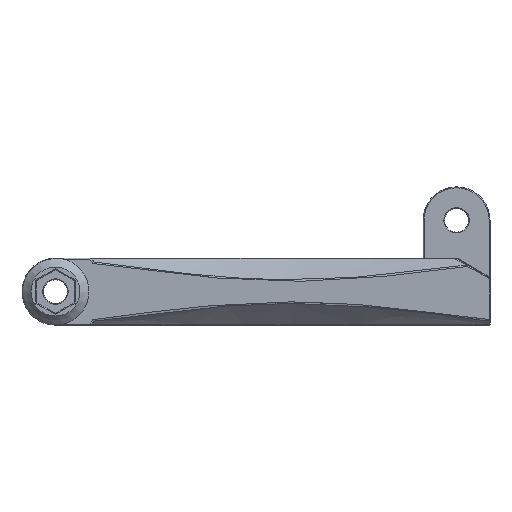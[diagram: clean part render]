
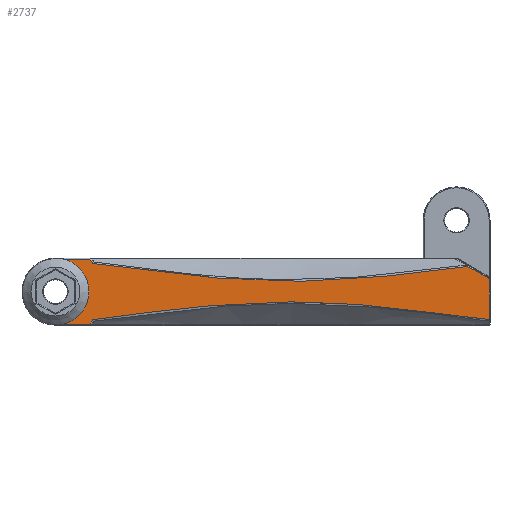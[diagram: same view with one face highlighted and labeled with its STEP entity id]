
A CAD part, top view. The second image highlights one B-rep face of the part: STEP entity #2737.
In plain terms, the highlighted planar face has unit normal (0, 0, 1).
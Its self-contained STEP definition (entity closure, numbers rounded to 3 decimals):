
#61=CIRCLE('',#2912,7.5);
#143=LINE('',#4355,#423);
#145=LINE('',#4390,#425);
#146=LINE('',#4459,#426);
#147=LINE('',#4461,#427);
#148=LINE('',#4471,#428);
#149=LINE('',#4473,#429);
#423=VECTOR('',#3157,10.);
#425=VECTOR('',#3161,10.);
#426=VECTOR('',#3164,10.);
#427=VECTOR('',#3165,10.);
#428=VECTOR('',#3166,10.);
#429=VECTOR('',#3167,10.);
#679=PLANE('',#2911);
#807=FACE_OUTER_BOUND('',#975,.T.);
#975=EDGE_LOOP('',(#2013,#2014,#2015,#2016,#2017,#2018,#2019,#2020,#2021));
#1182=B_SPLINE_CURVE_WITH_KNOTS('',3,(#4445,#4446,#4447,#4448,#4449,#4450,
#4451,#4452),.UNSPECIFIED.,.F.,.F.,(4,1,1,1,1,4),(-8.877,-7.616,
-5.074,-3.804,-2.533,0.009),
 .UNSPECIFIED.);
#1184=B_SPLINE_CURVE_WITH_KNOTS('',3,(#4463,#4464,#4465,#4466,#4467,#4468,
#4469),.UNSPECIFIED.,.F.,.F.,(4,1,1,1,4),(-0.001,0.269,
0.539,0.674,0.944),.UNSPECIFIED.);
#1281=VERTEX_POINT('',#4352);
#1282=VERTEX_POINT('',#4354);
#1286=VERTEX_POINT('',#4382);
#1290=VERTEX_POINT('',#4438);
#1291=VERTEX_POINT('',#4458);
#1292=VERTEX_POINT('',#4460);
#1293=VERTEX_POINT('',#4462);
#1294=VERTEX_POINT('',#4470);
#1295=VERTEX_POINT('',#4472);
#1545=EDGE_CURVE('',#1281,#1282,#143,.T.);
#1551=EDGE_CURVE('',#1286,#1281,#145,.T.);
#1555=EDGE_CURVE('',#1290,#1286,#1182,.T.);
#1557=EDGE_CURVE('',#1291,#1290,#146,.T.);
#1558=EDGE_CURVE('',#1292,#1291,#147,.T.);
#1559=EDGE_CURVE('',#1293,#1292,#1184,.T.);
#1560=EDGE_CURVE('',#1294,#1293,#148,.T.);
#1561=EDGE_CURVE('',#1295,#1294,#149,.T.);
#1562=EDGE_CURVE('',#1295,#1282,#61,.T.);
#2013=ORIENTED_EDGE('',*,*,#1551,.F.);
#2014=ORIENTED_EDGE('',*,*,#1555,.F.);
#2015=ORIENTED_EDGE('',*,*,#1557,.F.);
#2016=ORIENTED_EDGE('',*,*,#1558,.F.);
#2017=ORIENTED_EDGE('',*,*,#1559,.F.);
#2018=ORIENTED_EDGE('',*,*,#1560,.F.);
#2019=ORIENTED_EDGE('',*,*,#1561,.F.);
#2020=ORIENTED_EDGE('',*,*,#1562,.T.);
#2021=ORIENTED_EDGE('',*,*,#1545,.F.);
#2737=ADVANCED_FACE('',(#807),#679,.T.);
#2911=AXIS2_PLACEMENT_3D('',#4457,#3162,#3163);
#2912=AXIS2_PLACEMENT_3D('',#4474,#3168,#3169);
#3157=DIRECTION('',(-1.,0.,0.));
#3161=DIRECTION('',(-0.577,-0.816,0.));
#3162=DIRECTION('center_axis',(0.,0.,1.));
#3163=DIRECTION('ref_axis',(1.,0.,0.));
#3164=DIRECTION('',(0.,-1.,0.));
#3165=DIRECTION('',(0.866,-0.5,0.));
#3166=DIRECTION('',(0.577,-0.816,0.));
#3167=DIRECTION('',(1.,0.,0.));
#3168=DIRECTION('center_axis',(0.,0.,-1.));
#3169=DIRECTION('ref_axis',(1.,0.,0.));
#4352=CARTESIAN_POINT('',(-0.811,0.2,15.));
#4354=CARTESIAN_POINT('',(-6.78,0.2,15.));
#4355=CARTESIAN_POINT('',(22.25,0.2,15.));
#4382=CARTESIAN_POINT('',(-0.113,1.187,15.));
#4390=CARTESIAN_POINT('',(7.676,12.202,15.));
#4438=CARTESIAN_POINT('',(88.8,1.229,15.));
#4445=CARTESIAN_POINT('Ctrl Pts',(88.8,1.229,15.));
#4446=CARTESIAN_POINT('Ctrl Pts',(84.596,1.794,15.));
#4447=CARTESIAN_POINT('Ctrl Pts',(71.917,3.485,15.));
#4448=CARTESIAN_POINT('Ctrl Pts',(54.994,5.234,15.));
#4449=CARTESIAN_POINT('Ctrl Pts',(38.029,5.23,15.));
#4450=CARTESIAN_POINT('Ctrl Pts',(21.071,4.026,15.));
#4451=CARTESIAN_POINT('Ctrl Pts',(8.359,2.326,15.));
#4452=CARTESIAN_POINT('Ctrl Pts',(-0.113,1.187,15.));
#4457=CARTESIAN_POINT('Origin',(44.5,7.5,15.));
#4458=CARTESIAN_POINT('',(88.8,10.394,15.));
#4459=CARTESIAN_POINT('',(88.8,3.75,15.));
#4460=CARTESIAN_POINT('',(84.052,13.135,15.));
#4461=CARTESIAN_POINT('',(68.975,21.84,15.));
#4462=CARTESIAN_POINT('',(-0.113,13.813,15.));
#4463=CARTESIAN_POINT('Ctrl Pts',(-0.113,13.813,15.));
#4464=CARTESIAN_POINT('Ctrl Pts',(7.898,12.736,15.));
#4465=CARTESIAN_POINT('Ctrl Pts',(23.923,10.565,15.));
#4466=CARTESIAN_POINT('Ctrl Pts',(43.972,9.459,15.));
#4467=CARTESIAN_POINT('Ctrl Pts',(64.02,10.585,15.));
#4468=CARTESIAN_POINT('Ctrl Pts',(76.041,12.07,15.));
#4469=CARTESIAN_POINT('Ctrl Pts',(84.052,13.135,15.));
#4470=CARTESIAN_POINT('',(-0.811,14.8,15.));
#4471=CARTESIAN_POINT('',(9.326,0.465,15.));
#4472=CARTESIAN_POINT('',(-6.78,14.8,15.));
#4473=CARTESIAN_POINT('',(66.75,14.8,15.));
#4474=CARTESIAN_POINT('Origin',(-8.5,7.5,15.));
